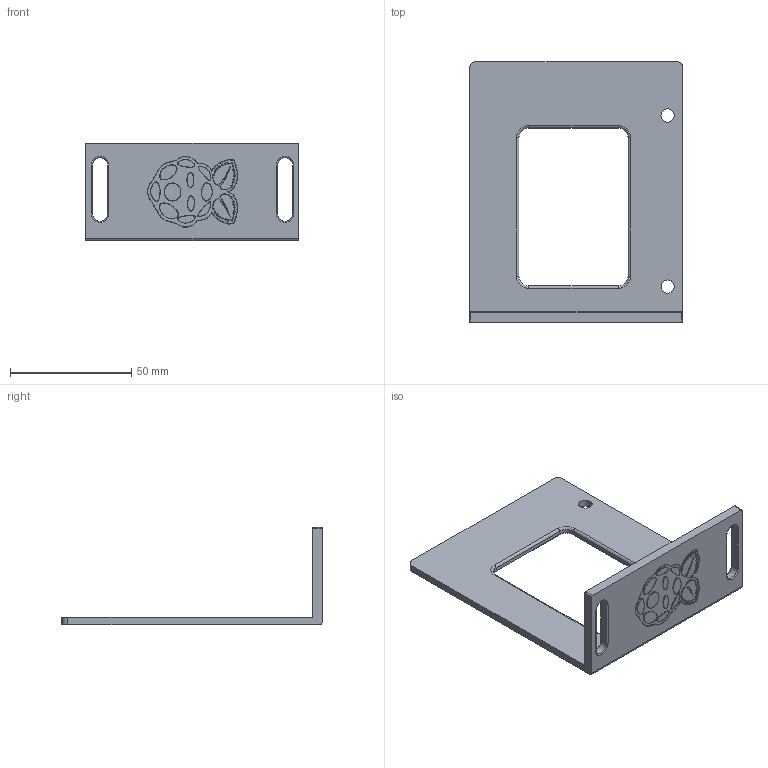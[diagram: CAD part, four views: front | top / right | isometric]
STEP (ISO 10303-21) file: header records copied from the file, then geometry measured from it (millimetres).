
FILE_DESCRIPTION(/* description */ (''),/* implementation_level */ '2;1');
FILE_NAME(/* name */ 'left bracket big.step',/* time_stamp */ '2021-06-12T14:26:05+02:00',/* author */ (''),/* organization */ (''),/* preprocessor_version */ 'ST-DEVELOPER v18.1',/* originating_system */ 'Autodesk Translation Framework v10.9.0.1377',/* authorisation */ '');
FILE_SCHEMA (('AUTOMOTIVE_DESIGN { 1 0 10303 214 3 1 1 }'));
Length unit declared in the file: millimetre
Products named in the file (1): left bracket big
Bounding box: 87.6 x 107.32 x 40 mm (x, y, z)
Volume: 30789.8 mm3; surface area: 21347.5 mm2
Topology: 1 solids, 1 shells, 351 faces, 838 edges, 503 vertices
Faces by surface type: bspline 262, cylinder 37, plane 36, torus 16
Full cylindrical faces by diameter (mm): 5.5 x2
Entity records: 30187 total; most frequent: CARTESIAN_POINT 24093, ORIENTED_EDGE 1676, EDGE_CURVE 838, DIRECTION 592, VERTEX_POINT 503, B_SPLINE_CURVE_WITH_KNOTS 390, EDGE_LOOP 375, FACE_OUTER_BOUND 351
